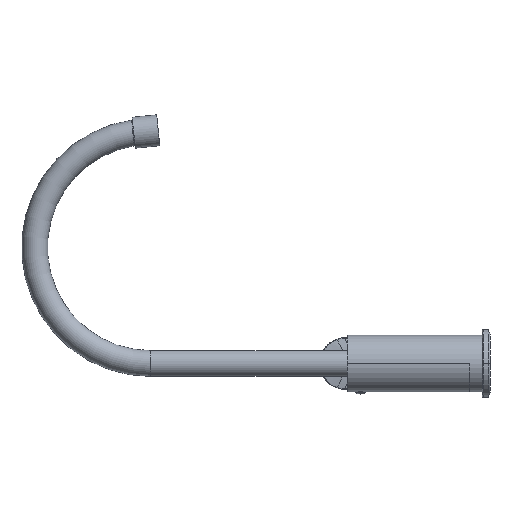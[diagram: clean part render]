
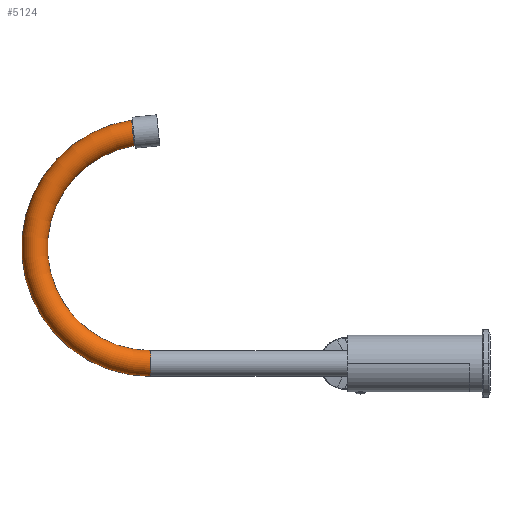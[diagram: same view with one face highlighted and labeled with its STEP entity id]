
A CAD part, left-side view. The second image highlights one B-rep face of the part: STEP entity #5124.
In plain terms, the highlighted toroidal (fillet/blend) face has major radius 89.712 mm and minor radius 10 mm.
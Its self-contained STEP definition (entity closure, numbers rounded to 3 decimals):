
#552=CARTESIAN_POINT('',(0.,271.386,
188.35));
#553=CARTESIAN_POINT('',(-0.15,271.386,188.35));
#554=CARTESIAN_POINT('',(-0.449,271.386,188.343));
#555=CARTESIAN_POINT('',(-0.897,271.383,188.313));
#556=CARTESIAN_POINT('',(-1.343,271.378,188.263));
#557=CARTESIAN_POINT('',(-1.786,271.372,188.193));
#558=CARTESIAN_POINT('',(-2.226,271.363,188.103));
#559=CARTESIAN_POINT('',(-2.661,271.353,187.994));
#560=CARTESIAN_POINT('',(-3.09,271.341,187.865));
#561=CARTESIAN_POINT('',(-3.514,271.327,187.717));
#562=CARTESIAN_POINT('',(-3.931,271.312,187.551));
#563=CARTESIAN_POINT('',(-4.34,271.295,187.365));
#564=CARTESIAN_POINT('',(-4.74,271.276,187.162));
#565=CARTESIAN_POINT('',(-5.131,271.255,186.941));
#566=CARTESIAN_POINT('',(-5.511,271.233,186.703));
#567=CARTESIAN_POINT('',(-5.88,271.209,186.448));
#568=CARTESIAN_POINT('',(-6.237,271.184,186.176));
#569=CARTESIAN_POINT('',(-6.582,271.157,185.89));
#570=CARTESIAN_POINT('',(-6.913,271.129,185.587));
#571=CARTESIAN_POINT('',(-7.231,271.1,185.271));
#572=CARTESIAN_POINT('',(-7.534,271.069,184.94));
#573=CARTESIAN_POINT('',(-7.822,271.037,184.596));
#574=CARTESIAN_POINT('',(-8.094,271.004,184.24));
#575=CARTESIAN_POINT('',(-8.349,270.97,183.872));
#576=CARTESIAN_POINT('',(-8.588,270.935,183.492));
#577=CARTESIAN_POINT('',(-8.81,270.899,183.103));
#578=CARTESIAN_POINT('',(-9.014,270.862,182.703));
#579=CARTESIAN_POINT('',(-9.199,270.824,182.295));
#580=CARTESIAN_POINT('',(-9.366,270.786,181.88));
#581=CARTESIAN_POINT('',(-9.515,270.747,181.457));
#582=CARTESIAN_POINT('',(-9.644,270.707,181.027));
#583=CARTESIAN_POINT('',(-9.753,270.667,180.593));
#584=CARTESIAN_POINT('',(-9.843,270.627,180.154));
#585=CARTESIAN_POINT('',(-9.913,270.586,179.711));
#586=CARTESIAN_POINT('',(-9.964,270.545,179.266));
#587=CARTESIAN_POINT('',(-9.994,270.504,178.818));
#588=CARTESIAN_POINT('',(-10.003,270.462,178.37));
#589=CARTESIAN_POINT('',(-9.993,270.421,177.922));
#590=CARTESIAN_POINT('',(-9.963,270.38,177.475));
#591=CARTESIAN_POINT('',(-9.912,270.339,177.03));
#592=CARTESIAN_POINT('',(-9.841,270.299,176.587));
#593=CARTESIAN_POINT('',(-9.751,270.258,176.148));
#594=CARTESIAN_POINT('',(-9.641,270.219,175.714));
#595=CARTESIAN_POINT('',(-9.512,270.179,175.285));
#596=CARTESIAN_POINT('',(-9.363,270.141,174.862));
#597=CARTESIAN_POINT('',(-9.196,270.103,174.446));
#598=CARTESIAN_POINT('',(-9.01,270.065,174.038));
#599=CARTESIAN_POINT('',(-8.805,270.029,173.639));
#600=CARTESIAN_POINT('',(-8.584,269.993,173.25));
#601=CARTESIAN_POINT('',(-8.344,269.959,172.87));
#602=CARTESIAN_POINT('',(-8.088,269.925,172.502));
#603=CARTESIAN_POINT('',(-7.816,269.893,172.146));
#604=CARTESIAN_POINT('',(-7.528,269.862,171.802));
#605=CARTESIAN_POINT('',(-7.225,269.832,171.472));
#606=CARTESIAN_POINT('',(-6.908,269.803,171.155));
#607=CARTESIAN_POINT('',(-6.576,269.775,170.853));
#608=CARTESIAN_POINT('',(-6.231,269.749,170.566));
#609=CARTESIAN_POINT('',(-5.874,269.725,170.295));
#610=CARTESIAN_POINT('',(-5.505,269.702,170.04));
#611=CARTESIAN_POINT('',(-5.125,269.68,169.802));
#612=CARTESIAN_POINT('',(-4.735,269.66,169.582));
#613=CARTESIAN_POINT('',(-4.335,269.642,169.379));
#614=CARTESIAN_POINT('',(-3.927,269.625,169.194));
#615=CARTESIAN_POINT('',(-3.51,269.61,169.027));
#616=CARTESIAN_POINT('',(-3.087,269.597,168.879));
#617=CARTESIAN_POINT('',(-2.657,269.585,168.751));
#618=CARTESIAN_POINT('',(-2.223,269.575,168.642));
#619=CARTESIAN_POINT('',(-1.783,269.567,168.552));
#620=CARTESIAN_POINT('',(-1.34,269.561,168.482));
#621=CARTESIAN_POINT('',(-0.895,269.556,168.432));
#622=CARTESIAN_POINT('',(-0.447,269.553,168.402));
#623=CARTESIAN_POINT('',(-0.149,269.553,168.395));
#624=CARTESIAN_POINT('',(0.,269.553,
168.395));
#626=CARTESIAN_POINT('',(0.,256.788,0.));
#627=DIRECTION('',(0.,1.,0.));
#628=DIRECTION('',(0.,0.,-1.));
#629=AXIS2_PLACEMENT_3D('',#626,#627,#628);
#631=CARTESIAN_POINT('',(0.,256.788,89.712));
#632=DIRECTION('',(1.,0.,0.));
#633=DIRECTION('',(0.,0.,-1.));
#634=AXIS2_PLACEMENT_3D('',#631,#632,#633);
#913=CARTESIAN_POINT('',(0.,256.788,89.712));
#914=DIRECTION('',(1.,0.,0.));
#915=DIRECTION('',(0.,0.,-1.));
#916=AXIS2_PLACEMENT_3D('',#913,#914,#915);
#4189=CARTESIAN_POINT('',(0.,256.788,10.));
#4190=CARTESIAN_POINT('',(0.,256.788,-10.));
#4191=VERTEX_POINT('',#4189);
#4192=VERTEX_POINT('',#4190);
#4201=VERTEX_POINT('',#552);
#4202=VERTEX_POINT('',#624);
#5110=CARTESIAN_POINT('',(0.,256.788,89.712));
#5111=DIRECTION('',(1.,0.,0.));
#5112=DIRECTION('',(0.,0.,1.));
#5113=AXIS2_PLACEMENT_3D('',#5110,#5111,#5112);
#5114=TOROIDAL_SURFACE('',#5113,89.712,10.);
#5116=ORIENTED_EDGE('',*,*,#5115,.T.);
#5118=ORIENTED_EDGE('',*,*,#5117,.F.);
#5119=ORIENTED_EDGE('',*,*,#5097,.F.);
#5121=ORIENTED_EDGE('',*,*,#5120,.T.);
#5122=EDGE_LOOP('',(#5116,#5118,#5119,#5121));
#5123=FACE_OUTER_BOUND('',#5122,.F.);
#5124=ADVANCED_FACE('',(#5123),#5114,.T.);
#625=B_SPLINE_CURVE_WITH_KNOTS('',3,(#552,#553,#554,#555,#556,#557,#558,#559,
#560,#561,#562,#563,#564,#565,#566,#567,#568,#569,#570,#571,#572,#573,#574,#575,
#576,#577,#578,#579,#580,#581,#582,#583,#584,#585,#586,#587,#588,#589,#590,#591,
#592,#593,#594,#595,#596,#597,#598,#599,#600,#601,#602,#603,#604,#605,#606,#607,
#608,#609,#610,#611,#612,#613,#614,#615,#616,#617,#618,#619,#620,#621,#622,#623,
#624),.UNSPECIFIED.,.F.,.F.,(4,1,1,1,1,1,1,1,1,1,1,1,1,1,1,1,1,1,1,1,1,1,1,1,1,
1,1,1,1,1,1,1,1,1,1,1,1,1,1,1,1,1,1,1,1,1,1,1,1,1,1,1,1,1,1,1,1,1,1,1,1,1,1,1,1,
1,1,1,1,1,4),(0.,0.014,0.029,0.043,
0.057,0.071,0.086,0.1,0.114,
0.129,0.143,0.157,0.171,
0.186,0.2,0.214,0.229,0.243,
0.257,0.271,0.286,0.3,0.314,
0.329,0.343,0.357,0.371,
0.386,0.4,0.414,0.429,0.443,
0.457,0.471,0.486,0.5,0.514,
0.529,0.543,0.557,0.571,
0.586,0.6,0.614,0.629,0.643,
0.657,0.671,0.686,0.7,0.714,
0.729,0.743,0.757,0.771,
0.786,0.8,0.814,0.829,0.843,
0.857,0.871,0.886,0.9,0.914,
0.929,0.943,0.957,0.971,
0.986,1.),.UNSPECIFIED.);
#630=CIRCLE('',#629,10.);
#635=CIRCLE('',#634,99.712);
#917=CIRCLE('',#916,79.712);
#5097=EDGE_CURVE('',#4192,#4191,#630,.T.);
#5115=EDGE_CURVE('',#4201,#4202,#625,.T.);
#5117=EDGE_CURVE('',#4191,#4202,#917,.T.);
#5120=EDGE_CURVE('',#4192,#4201,#635,.T.);
